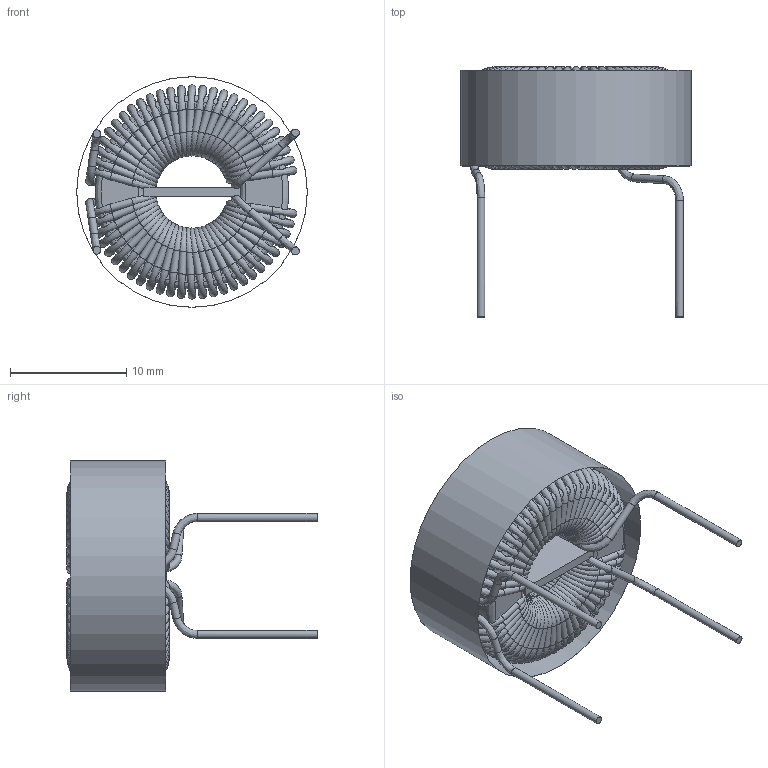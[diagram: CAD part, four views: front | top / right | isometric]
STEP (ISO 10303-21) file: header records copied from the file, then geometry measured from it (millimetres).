
FILE_DESCRIPTION (( 'STEP AP214' ), '1' );
FILE_NAME ('31947r4.STEP', '2011-07-05T13:06:30', ( 'Vicor User' ), ( 'Microsoft' ), 'SwSTEP 2.0', 'SolidWorks 2010', '' );
FILE_SCHEMA (( 'AUTOMOTIVE_DESIGN' ));
Length unit declared in the file: inch
Products named in the file (1): 31947r4
Bounding box: 19.81 x 21.49 x 19.81 mm (x, y, z)
Volume: 1708.8 mm3; surface area: 3439.4 mm2
Topology: 2 solids, 2 shells, 915 faces, 2817 edges, 1792 vertices
Faces by surface type: bspline 450, cylinder 337, plane 128
Full cylindrical faces by diameter (mm): 0.66 x114, 16.637 x1, 19.8 x1, 19.812 x1
Entity records: 53166 total; most frequent: CARTESIAN_POINT 22649, ORIENTED_EDGE 4688, DIRECTION 2652, EDGE_CURVE 2344, VERTEX_POINT 1556, EDGE_LOOP 1156, FACE_OUTER_BOUND 1152, AXIS2_PLACEMENT_3D 1148
